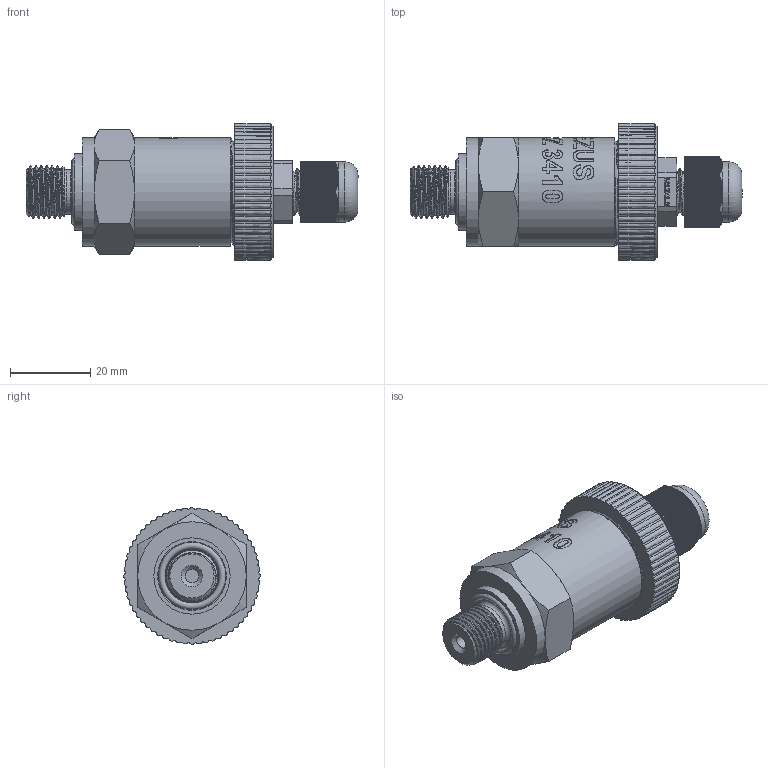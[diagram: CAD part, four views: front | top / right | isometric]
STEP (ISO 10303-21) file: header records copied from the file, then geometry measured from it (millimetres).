
FILE_DESCRIPTION(/* description */ (''),/* implementation_level */ '2;1');
FILE_NAME(/* name */ 'APZ3410_5_CableGland.step',/* time_stamp */ '2021-06-17T12:39:01+03:00',/* author */ (''),/* organization */ (''),/* preprocessor_version */ 'ST-DEVELOPER v18.1',/* originating_system */ 'Autodesk Translation Framework v10.9.0.1377',/* authorisation */ '');
FILE_SCHEMA (('AUTOMOTIVE_DESIGN { 1 0 10303 214 3 1 1 }'));
Products named in the file (8): APZ3410_x_y; OMAL nut M27x1.5 v8; Ш100.000.001 v4; M12x1.5 Cable gland v4; Cable gland; Rubber gasket; M12 Domed nut; G 1/4 DIN
Assembly tree (7 placements, depth 3):
  APZ3410_x_y
    OMAL nut M27x1.5 v8
    Ш100.000.001 v4
    M12x1.5 Cable gland v4
      Cable gland
      Rubber gasket
      M12 Domed nut
    G 1/4 DIN
Bounding box: 82.65 x 34 x 34 mm (x, y, z)
Volume: 35835.2 mm3; surface area: 16370.1 mm2
Topology: 7 solids, 7 shells, 2676 faces, 7848 edges, 5232 vertices
Faces by surface type: plane 1481, cylinder 772, bspline 387, cone 27, torus 8, sphere 1
Full cylindrical faces by diameter (mm): 1 x6, 3.3 x1, 7.5 x1, 8 x1, 9.976 x5, 10 x6, 10.376 x4, 10.526 x3, 11 x1, 11.445 x6, 11.6 x4, 12 x5, 12.203 x3, 12.6 x1, 13.5 x1, 15 x1, 16.7 x1, 17 x1, 19 x1, 21.4 x2, 22.3 x1, 24.5 x1, 25.132 x4, 25.526 x4, 26.85 x3, 27 x2, 27.208 x5
Entity records: 115016 total; most frequent: CARTESIAN_POINT 46974, ORIENTED_EDGE 15696, DIRECTION 12285, EDGE_CURVE 7848, VERTEX_POINT 5232, LINE 4261, VECTOR 4261, AXIS2_PLACEMENT_3D 4012
